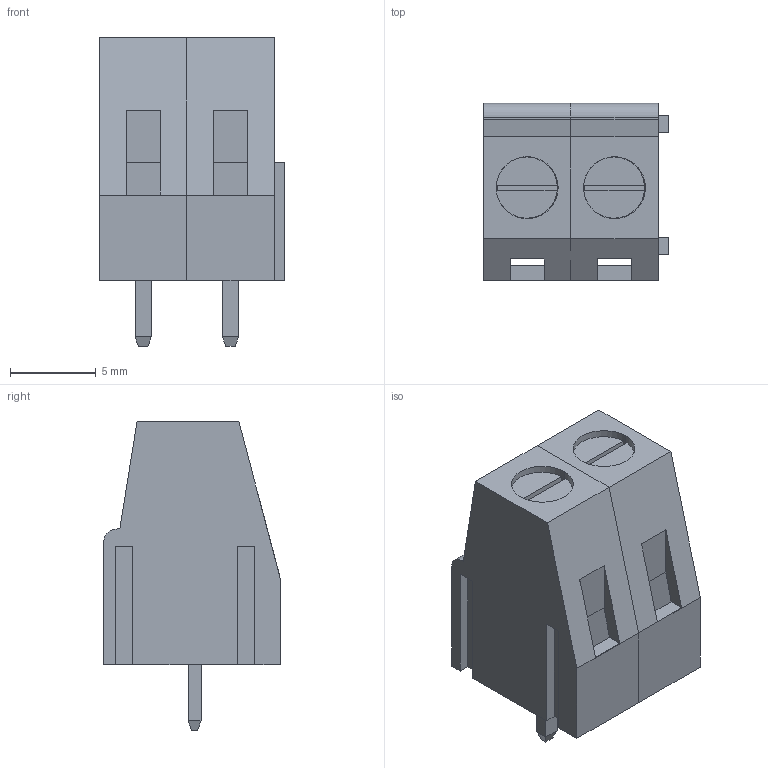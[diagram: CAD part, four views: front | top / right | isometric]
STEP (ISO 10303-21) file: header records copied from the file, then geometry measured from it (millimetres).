
FILE_DESCRIPTION (( 'STEP AP214' ), '1' );
FILE_NAME ('KF128-5.08-2P.STEP', '2019-08-16T10:54:07', ( '' ), ( '' ), 'SwSTEP 2.0', 'SolidWorks 2016', '' );
FILE_SCHEMA (( 'AUTOMOTIVE_DESIGN' ));
Length unit declared in the file: millimetre
Products named in the file (2): KF128-5.08-2P; KF128-5.08
Assembly tree (2 placements, depth 2):
  KF128-5.08-2P
    KF128-5.08  x2
Bounding box: 10.76 x 10.3 x 17.95 mm (x, y, z)
Volume: 951.7 mm3; surface area: 1858.5 mm2
Topology: 8 solids, 8 shells, 176 faces, 462 edges, 300 vertices
Faces by surface type: plane 162, cylinder 14
Entity records: 2904 total; most frequent: CARTESIAN_POINT 477, ORIENTED_EDGE 462, DIRECTION 438, EDGE_CURVE 231, VECTOR 208, LINE 208, VERTEX_POINT 150, AXIS2_PLACEMENT_3D 115
